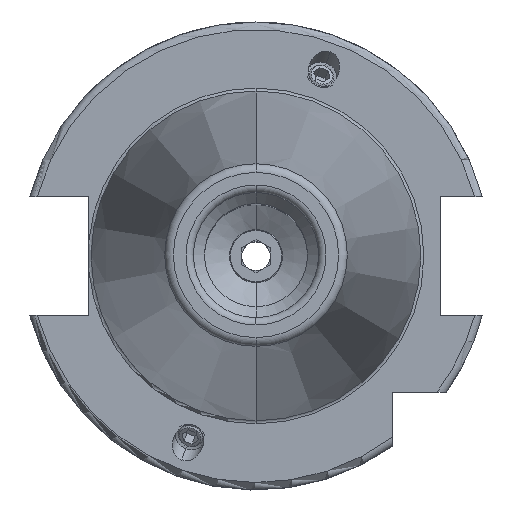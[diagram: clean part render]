
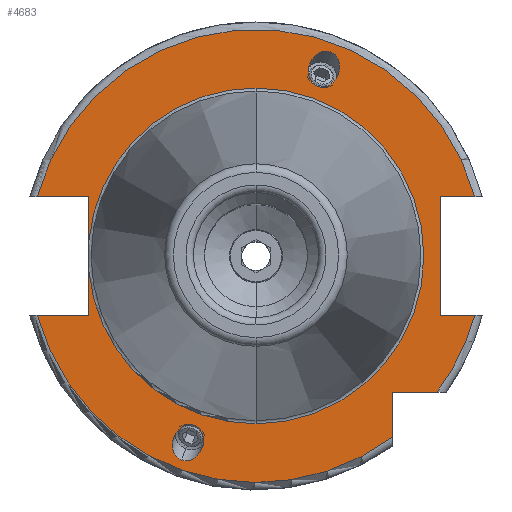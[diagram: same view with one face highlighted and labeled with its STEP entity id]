
A CAD part, top view. The second image highlights one B-rep face of the part: STEP entity #4683.
In plain terms, the highlighted planar face has unit normal (0, 0, 1).
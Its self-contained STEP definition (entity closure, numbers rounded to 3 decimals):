
#963=CARTESIAN_POINT('',(0,0,15.9));
#964=DIRECTION('',(0,0,1));
#965=DIRECTION('',(0.965,0.262,0));
#966=AXIS2_PLACEMENT_3D('',#963,#964,#965);
#1014=CARTESIAN_POINT('',(0,0,15.9));
#1015=DIRECTION('',(0,0,1));
#1016=DIRECTION('',(-0.965,-0.262,0));
#1017=AXIS2_PLACEMENT_3D('',#1014,#1015,#1016);
#1030=DIRECTION('',(1,0,0));
#1031=VECTOR('',#1030,7.004);
#1032=CARTESIAN_POINT('',(-29.704,-8.05,15.9));
#1033=LINE('',#1032,#1031);
#1034=DIRECTION('',(0,1,0));
#1035=VECTOR('',#1034,5.917);
#1036=CARTESIAN_POINT('',(-22.7,-8.05,15.9));
#1037=LINE('',#1036,#1035);
#1038=DIRECTION('',(0,1,0));
#1039=VECTOR('',#1038,5.917);
#1040=CARTESIAN_POINT('',(-22.7,2.133,15.9));
#1041=LINE('',#1040,#1039);
#1042=DIRECTION('',(1,0,0));
#1043=VECTOR('',#1042,7.004);
#1044=CARTESIAN_POINT('',(-29.704,8.05,15.9));
#1045=LINE('',#1044,#1043);
#1046=DIRECTION('',(-1,0,0));
#1047=VECTOR('',#1046,4.704);
#1048=CARTESIAN_POINT('',(29.704,8.05,15.9));
#1049=LINE('',#1048,#1047);
#1050=DIRECTION('',(0,-1,0));
#1051=VECTOR('',#1050,16.1);
#1052=CARTESIAN_POINT('',(25,8.05,15.9));
#1053=LINE('',#1052,#1051);
#1054=DIRECTION('',(-1,0,0));
#1055=VECTOR('',#1054,4.704);
#1056=CARTESIAN_POINT('',(29.704,-8.05,15.9));
#1057=LINE('',#1056,#1055);
#1058=CARTESIAN_POINT('',(0,0,15.9));
#1059=DIRECTION('',(0,0,1));
#1060=DIRECTION('',(0.799,-0.601,0));
#1061=AXIS2_PLACEMENT_3D('',#1058,#1059,#1060);
#1063=DIRECTION('',(-1,0,0));
#1064=VECTOR('',#1063,6.094);
#1065=CARTESIAN_POINT('',(24.594,-18.5,15.9));
#1066=LINE('',#1065,#1064);
#1067=DIRECTION('',(0,1,0));
#1068=VECTOR('',#1067,6.094);
#1069=CARTESIAN_POINT('',(18.5,-24.594,15.9));
#1070=LINE('',#1069,#1068);
#1071=CARTESIAN_POINT('',(10.09,27.723,15.9));
#1072=CARTESIAN_POINT('',(9.863,27.806,15.9));
#1073=CARTESIAN_POINT('',(9.337,27.884,15.9));
#1074=CARTESIAN_POINT('',(8.455,27.594,15.9));
#1075=CARTESIAN_POINT('',(7.834,27.033,15.9));
#1076=CARTESIAN_POINT('',(7.483,26.49,15.9));
#1077=CARTESIAN_POINT('',(7.298,26.077,15.9));
#1078=CARTESIAN_POINT('',(7.174,25.641,15.9));
#1079=CARTESIAN_POINT('',(7.094,25.,15.9));
#1080=CARTESIAN_POINT('',(7.208,24.17,15.9));
#1081=CARTESIAN_POINT('',(7.698,23.381,15.9));
#1082=CARTESIAN_POINT('',(8.152,23.103,15.9));
#1083=CARTESIAN_POINT('',(8.379,23.02,15.9));
#1085=CARTESIAN_POINT('',(8.379,23.02,15.9));
#1086=CARTESIAN_POINT('',(8.606,22.937,15.9));
#1087=CARTESIAN_POINT('',(9.133,22.859,15.9));
#1088=CARTESIAN_POINT('',(10.014,23.149,15.9));
#1089=CARTESIAN_POINT('',(10.635,23.711,15.9));
#1090=CARTESIAN_POINT('',(10.986,24.253,15.9));
#1091=CARTESIAN_POINT('',(11.171,24.667,15.9));
#1092=CARTESIAN_POINT('',(11.295,25.103,15.9));
#1093=CARTESIAN_POINT('',(11.375,25.744,15.9));
#1094=CARTESIAN_POINT('',(11.261,26.573,15.9));
#1095=CARTESIAN_POINT('',(10.771,27.362,15.9));
#1096=CARTESIAN_POINT('',(10.318,27.641,15.9));
#1097=CARTESIAN_POINT('',(10.09,27.723,15.9));
#1099=CARTESIAN_POINT('',(-10.09,-27.723,15.9));
#1100=CARTESIAN_POINT('',(-10.318,-27.641,15.9));
#1101=CARTESIAN_POINT('',(-10.771,-27.362,15.9));
#1102=CARTESIAN_POINT('',(-11.261,-26.573,15.9));
#1103=CARTESIAN_POINT('',(-11.375,-25.744,15.9));
#1104=CARTESIAN_POINT('',(-11.295,-25.103,15.9));
#1105=CARTESIAN_POINT('',(-11.171,-24.667,15.9));
#1106=CARTESIAN_POINT('',(-10.986,-24.253,15.9));
#1107=CARTESIAN_POINT('',(-10.635,-23.711,15.9));
#1108=CARTESIAN_POINT('',(-10.014,-23.149,15.9));
#1109=CARTESIAN_POINT('',(-9.133,-22.859,15.9));
#1110=CARTESIAN_POINT('',(-8.606,-22.937,15.9));
#1111=CARTESIAN_POINT('',(-8.379,-23.02,15.9));
#1113=CARTESIAN_POINT('',(-8.379,-23.02,15.9));
#1114=CARTESIAN_POINT('',(-8.152,-23.103,15.9));
#1115=CARTESIAN_POINT('',(-7.698,-23.381,15.9));
#1116=CARTESIAN_POINT('',(-7.208,-24.17,15.9));
#1117=CARTESIAN_POINT('',(-7.094,-25.,15.9));
#1118=CARTESIAN_POINT('',(-7.174,-25.641,15.9));
#1119=CARTESIAN_POINT('',(-7.298,-26.077,15.9));
#1120=CARTESIAN_POINT('',(-7.483,-26.49,15.9));
#1121=CARTESIAN_POINT('',(-7.834,-27.033,15.9));
#1122=CARTESIAN_POINT('',(-8.455,-27.594,15.9));
#1123=CARTESIAN_POINT('',(-9.337,-27.884,15.9));
#1124=CARTESIAN_POINT('',(-9.863,-27.806,15.9));
#1125=CARTESIAN_POINT('',(-10.09,-27.723,15.9));
#1137=CARTESIAN_POINT('',(0,0,15.9));
#1138=DIRECTION('',(0,0,1));
#1139=DIRECTION('',(0,1,0));
#1140=AXIS2_PLACEMENT_3D('',#1137,#1138,#1139);
#1152=CARTESIAN_POINT('',(0,0,15.9));
#1153=DIRECTION('',(0,0,1));
#1154=DIRECTION('',(-0.996,-0.094,0));
#1155=AXIS2_PLACEMENT_3D('',#1152,#1153,#1154);
#1157=CARTESIAN_POINT('',(0,0,15.9));
#1158=DIRECTION('',(0,0,-1));
#1159=DIRECTION('',(0,1,0));
#1160=AXIS2_PLACEMENT_3D('',#1157,#1158,#1159);
#3175=CARTESIAN_POINT('',(0,22.8,15.9));
#3177=VERTEX_POINT('',#3175);
#3197=CARTESIAN_POINT('',(0,-22.8,15.9));
#3199=VERTEX_POINT('',#3197);
#3345=CARTESIAN_POINT('',(-29.704,-8.05,15.9));
#3346=CARTESIAN_POINT('',(-22.7,-8.05,15.9));
#3347=VERTEX_POINT('',#3345);
#3348=VERTEX_POINT('',#3346);
#3349=CARTESIAN_POINT('',(-22.7,-2.133,15.9));
#3350=VERTEX_POINT('',#3349);
#3351=CARTESIAN_POINT('',(-22.7,2.133,15.9));
#3352=CARTESIAN_POINT('',(-22.7,8.05,15.9));
#3353=VERTEX_POINT('',#3351);
#3354=VERTEX_POINT('',#3352);
#3355=CARTESIAN_POINT('',(-29.704,8.05,15.9));
#3356=VERTEX_POINT('',#3355);
#3357=CARTESIAN_POINT('',(25,8.05,15.9));
#3358=CARTESIAN_POINT('',(25,-8.05,15.9));
#3359=VERTEX_POINT('',#3357);
#3360=VERTEX_POINT('',#3358);
#3361=CARTESIAN_POINT('',(29.704,-8.05,15.9));
#3362=VERTEX_POINT('',#3361);
#3363=CARTESIAN_POINT('',(29.704,8.05,15.9));
#3364=VERTEX_POINT('',#3363);
#3365=CARTESIAN_POINT('',(18.5,-24.594,15.9));
#3366=CARTESIAN_POINT('',(18.5,-18.5,15.9));
#3367=VERTEX_POINT('',#3365);
#3368=VERTEX_POINT('',#3366);
#3369=CARTESIAN_POINT('',(24.594,-18.5,15.9));
#3370=VERTEX_POINT('',#3369);
#3459=VERTEX_POINT('',#1071);
#3460=VERTEX_POINT('',#1083);
#3516=CARTESIAN_POINT('',(-10.09,-27.723,15.9));
#3518=VERTEX_POINT('',#3516);
#3523=CARTESIAN_POINT('',(-8.379,-23.02,15.9));
#3524=VERTEX_POINT('',#3523);
#4644=CARTESIAN_POINT('',(0,0,15.9));
#4645=DIRECTION('',(0,0,-1));
#4646=DIRECTION('',(0,-1,0));
#4647=AXIS2_PLACEMENT_3D('',#4644,#4645,#4646);
#4648=PLANE('',#4647);
#4649=ORIENTED_EDGE('',*,*,#3931,.T.);
#4650=ORIENTED_EDGE('',*,*,#3969,.T.);
#4652=ORIENTED_EDGE('',*,*,#4651,.T.);
#4654=ORIENTED_EDGE('',*,*,#4653,.F.);
#4656=ORIENTED_EDGE('',*,*,#4655,.T.);
#4657=ORIENTED_EDGE('',*,*,#3965,.T.);
#4658=ORIENTED_EDGE('',*,*,#4002,.F.);
#4659=ORIENTED_EDGE('',*,*,#4622,.F.);
#4661=ORIENTED_EDGE('',*,*,#4660,.T.);
#4663=ORIENTED_EDGE('',*,*,#4662,.T.);
#4664=ORIENTED_EDGE('',*,*,#3881,.F.);
#4665=ORIENTED_EDGE('',*,*,#4612,.F.);
#4666=ORIENTED_EDGE('',*,*,#4055,.T.);
#4667=ORIENTED_EDGE('',*,*,#4106,.F.);
#4668=ORIENTED_EDGE('',*,*,#4638,.F.);
#4669=EDGE_LOOP('',(#4649,#4650,#4652,#4654,#4656,#4657,#4658,#4659,#4661,#4663,
#4664,#4665,#4666,#4667,#4668));
#4670=FACE_OUTER_BOUND('',#4669,.F.);
#4672=ORIENTED_EDGE('',*,*,#4671,.T.);
#4674=ORIENTED_EDGE('',*,*,#4673,.T.);
#4675=EDGE_LOOP('',(#4672,#4674));
#4676=FACE_BOUND('',#4675,.F.);
#4678=ORIENTED_EDGE('',*,*,#4677,.F.);
#4680=ORIENTED_EDGE('',*,*,#4679,.F.);
#4681=EDGE_LOOP('',(#4678,#4680));
#4682=FACE_BOUND('',#4681,.F.);
#4683=ADVANCED_FACE('',(#4670,#4676,#4682),#4648,.F.);
#967=CIRCLE('',#966,30.775);
#1018=CIRCLE('',#1017,30.775);
#1062=CIRCLE('',#1061,30.775);
#1084=B_SPLINE_CURVE_WITH_KNOTS('',3,(#1071,#1072,#1073,#1074,#1075,#1076,#1077,
#1078,#1079,#1080,#1081,#1082,#1083),.UNSPECIFIED.,.F.,.F.,(4,1,1,1,1,1,1,1,1,1,
4),(0,0.125,0.25,0.375,0.438,0.5,0.563,0.625,0.75,0.875,
1.0),.UNSPECIFIED.);
#1098=B_SPLINE_CURVE_WITH_KNOTS('',3,(#1085,#1086,#1087,#1088,#1089,#1090,#1091,
#1092,#1093,#1094,#1095,#1096,#1097),.UNSPECIFIED.,.F.,.F.,(4,1,1,1,1,1,1,1,1,1,
4),(0,0.125,0.25,0.375,0.438,0.5,0.563,0.625,0.75,0.875,
1.0),.UNSPECIFIED.);
#1112=B_SPLINE_CURVE_WITH_KNOTS('',3,(#1099,#1100,#1101,#1102,#1103,#1104,#1105,
#1106,#1107,#1108,#1109,#1110,#1111),.UNSPECIFIED.,.F.,.F.,(4,1,1,1,1,1,1,1,1,1,
4),(0,0.125,0.25,0.375,0.438,0.5,0.563,0.625,0.75,0.875,
1.0),.UNSPECIFIED.);
#1126=B_SPLINE_CURVE_WITH_KNOTS('',3,(#1113,#1114,#1115,#1116,#1117,#1118,#1119,
#1120,#1121,#1122,#1123,#1124,#1125),.UNSPECIFIED.,.F.,.F.,(4,1,1,1,1,1,1,1,1,1,
4),(0,0.125,0.25,0.375,0.438,0.5,0.563,0.625,0.75,0.875,
1.0),.UNSPECIFIED.);
#1141=CIRCLE('',#1140,22.8);
#1156=CIRCLE('',#1155,22.8);
#1161=CIRCLE('',#1160,22.8);
#3881=EDGE_CURVE('',#3362,#3360,#1057,.T.);
#3931=EDGE_CURVE('',#3347,#3348,#1033,.T.);
#3965=EDGE_CURVE('',#3353,#3354,#1041,.T.);
#3969=EDGE_CURVE('',#3348,#3350,#1037,.T.);
#4002=EDGE_CURVE('',#3356,#3354,#1045,.T.);
#4055=EDGE_CURVE('',#3370,#3368,#1066,.T.);
#4106=EDGE_CURVE('',#3367,#3368,#1070,.T.);
#4612=EDGE_CURVE('',#3370,#3362,#1062,.T.);
#4622=EDGE_CURVE('',#3364,#3356,#967,.T.);
#4638=EDGE_CURVE('',#3347,#3367,#1018,.T.);
#4651=EDGE_CURVE('',#3350,#3199,#1156,.T.);
#4653=EDGE_CURVE('',#3177,#3199,#1161,.T.);
#4655=EDGE_CURVE('',#3177,#3353,#1141,.T.);
#4660=EDGE_CURVE('',#3364,#3359,#1049,.T.);
#4662=EDGE_CURVE('',#3359,#3360,#1053,.T.);
#4671=EDGE_CURVE('',#3459,#3460,#1084,.T.);
#4673=EDGE_CURVE('',#3460,#3459,#1098,.T.);
#4677=EDGE_CURVE('',#3518,#3524,#1112,.T.);
#4679=EDGE_CURVE('',#3524,#3518,#1126,.T.);
